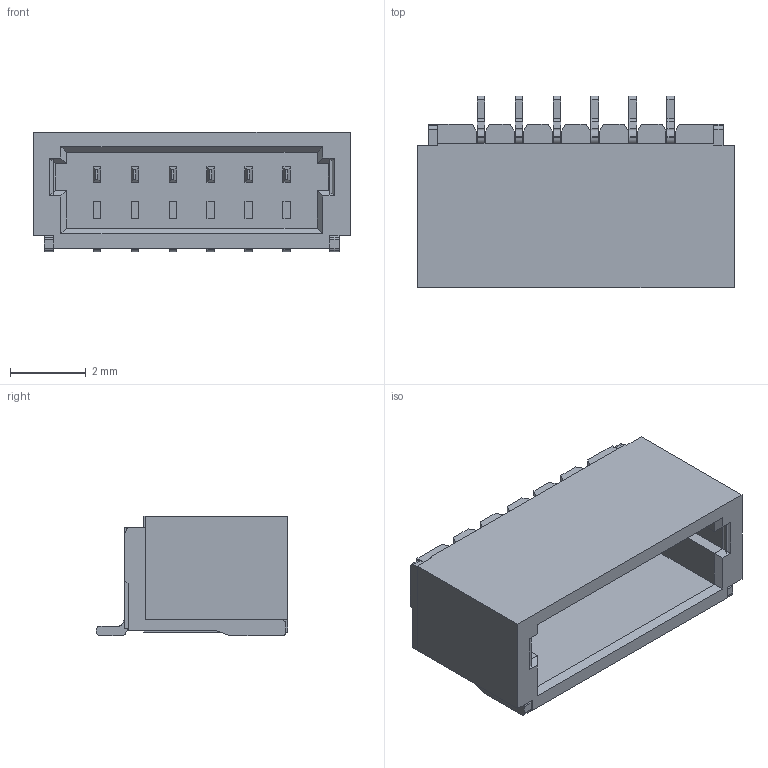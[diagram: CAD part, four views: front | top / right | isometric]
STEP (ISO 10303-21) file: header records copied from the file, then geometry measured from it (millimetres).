
FILE_DESCRIPTION(/* description */ ('Designed by EasyEDA Pro'),/* implementation_level */ '2;1');
FILE_NAME(/* name */ 'CONN-SMD_1x6P-P1.0-H_WAFER-SH1.0-6PWB.step',/* time_stamp */ '2024-01-01T17:30:51+08:00',/* author */ ('20220615'),/* organization */ ('Open CASCADE'),/* preprocessor_version */ 'ST-DEVELOPER v19',/* originating_system */ 'Autodesk Inventor 2023',/* authorisation */ 'Unknown');
FILE_SCHEMA (('AUTOMOTIVE_DESIGN { 1 0 10303 214 3 1 1 }'));
Length unit declared in the file: millimetre
Products named in the file (4): PCBModel; CN1; CONN-SMD_6P-P1.00_XUNPU_WAFER-SH1.0-6PWB; COMPOUND
Assembly tree (3 placements, depth 4):
  PCBModel
    CN1
      CONN-SMD_6P-P1.00_XUNPU_WAFER-SH1.0-6PWB
        COMPOUND
Bounding box: 8.36 x 5.05 x 3.14 mm (x, y, z)
Volume: 65 mm3; surface area: 323.2 mm2
Topology: 3 solids, 3 shells, 536 faces, 1425 edges, 938 vertices
Faces by surface type: plane 384, bspline 98, cylinder 54
Entity records: 17657 total; most frequent: CARTESIAN_POINT 3942, ORIENTED_EDGE 2850, DIRECTION 2399, EDGE_CURVE 1425, LINE 1121, VECTOR 1121, VERTEX_POINT 938, AXIS2_PLACEMENT_3D 639
